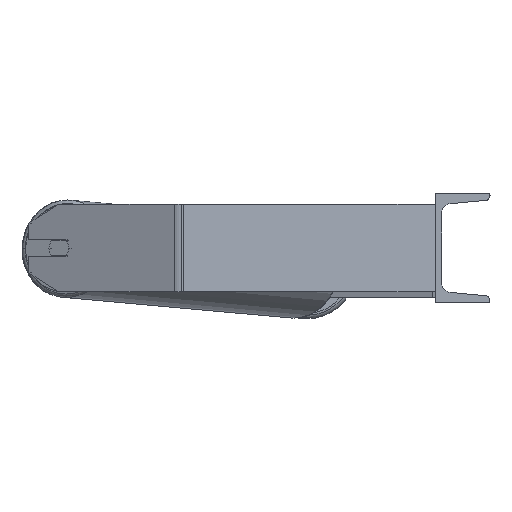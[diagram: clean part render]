
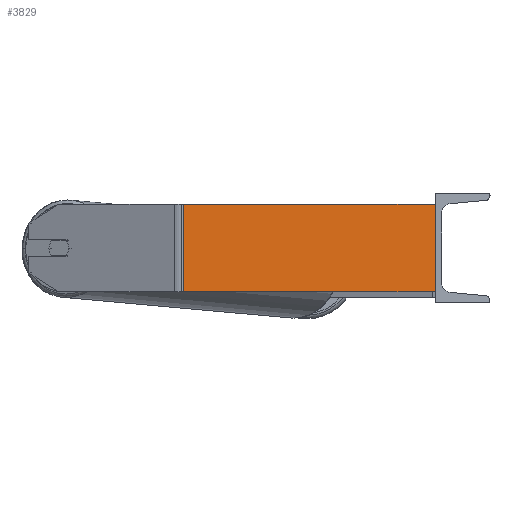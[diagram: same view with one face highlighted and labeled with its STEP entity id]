
A CAD part, left-side view. The second image highlights one B-rep face of the part: STEP entity #3829.
In plain terms, the highlighted planar face has unit normal (-0.996, -0.087, 0).
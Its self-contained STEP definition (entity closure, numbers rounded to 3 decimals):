
#471 = LINE ( 'NONE', #8388, #2751 ) ;
#743 = PLANE ( 'NONE',  #3417 ) ;
#797 = VERTEX_POINT ( 'NONE', #3107 ) ;
#841 = CARTESIAN_POINT ( 'NONE',  ( -805.471, 233.987, 40. ) ) ;
#1185 = VECTOR ( 'NONE', #3017, 1000. ) ;
#1438 = DIRECTION ( 'NONE',  ( 0.996, 0.087, 0. ) ) ;
#1612 = EDGE_LOOP ( 'NONE', ( #5492, #1725, #4894, #2031 ) ) ;
#1618 = FACE_OUTER_BOUND ( 'NONE', #1612, .T. ) ;
#1725 = ORIENTED_EDGE ( 'NONE', *, *, #7506, .F. ) ;
#2031 = ORIENTED_EDGE ( 'NONE', *, *, #7096, .T. ) ;
#2084 = CARTESIAN_POINT ( 'NONE',  ( -785., 0., 40. ) ) ;
#2234 = CARTESIAN_POINT ( 'NONE',  ( -785., 0., -40. ) ) ;
#2751 = VECTOR ( 'NONE', #4138, 1000. ) ;
#3017 = DIRECTION ( 'NONE',  ( 0.087, -0.996, 0. ) ) ;
#3107 = CARTESIAN_POINT ( 'NONE',  ( -805.098, 229.716, -40. ) ) ;
#3417 = AXIS2_PLACEMENT_3D ( 'NONE', #6447, #1438, #5759 ) ;
#3753 = LINE ( 'NONE', #841, #1185 ) ;
#3774 = EDGE_CURVE ( 'NONE', #6727, #4110, #3753, .T. ) ;
#3829 = ADVANCED_FACE ( 'NONE', ( #1618 ), #743, .F. ) ;
#3954 = EDGE_CURVE ( 'NONE', #797, #7259, #7499, .T. ) ;
#3993 = LINE ( 'NONE', #6969, #6880 ) ;
#4110 = VERTEX_POINT ( 'NONE', #2084 ) ;
#4138 = DIRECTION ( 'NONE',  ( 0., 0., -1. ) ) ;
#4163 = CARTESIAN_POINT ( 'NONE',  ( -805.098, 229.716, 40. ) ) ;
#4894 = ORIENTED_EDGE ( 'NONE', *, *, #3774, .F. ) ;
#5326 = CARTESIAN_POINT ( 'NONE',  ( -805.471, 233.987, -40. ) ) ;
#5492 = ORIENTED_EDGE ( 'NONE', *, *, #3954, .T. ) ;
#5759 = DIRECTION ( 'NONE',  ( -0.087, 0.996, 0. ) ) ;
#5930 = VECTOR ( 'NONE', #5932, 1000. ) ;
#5932 = DIRECTION ( 'NONE',  ( 0.087, -0.996, 0. ) ) ;
#6185 = DIRECTION ( 'NONE',  ( 0., 0., -1. ) ) ;
#6447 = CARTESIAN_POINT ( 'NONE',  ( -805.471, 233.987, 40. ) ) ;
#6727 = VERTEX_POINT ( 'NONE', #4163 ) ;
#6880 = VECTOR ( 'NONE', #6185, 1000. ) ;
#6969 = CARTESIAN_POINT ( 'NONE',  ( -785., 0., 40. ) ) ;
#7096 = EDGE_CURVE ( 'NONE', #6727, #797, #471, .T. ) ;
#7259 = VERTEX_POINT ( 'NONE', #2234 ) ;
#7499 = LINE ( 'NONE', #5326, #5930 ) ;
#7506 = EDGE_CURVE ( 'NONE', #4110, #7259, #3993, .T. ) ;
#8388 = CARTESIAN_POINT ( 'NONE',  ( -805.098, 229.716, 40. ) ) ;
